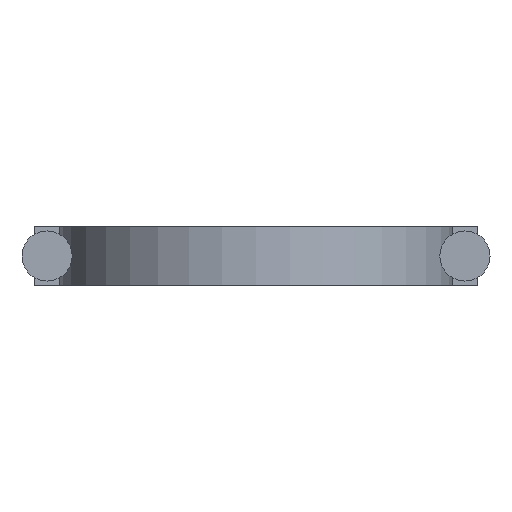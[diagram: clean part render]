
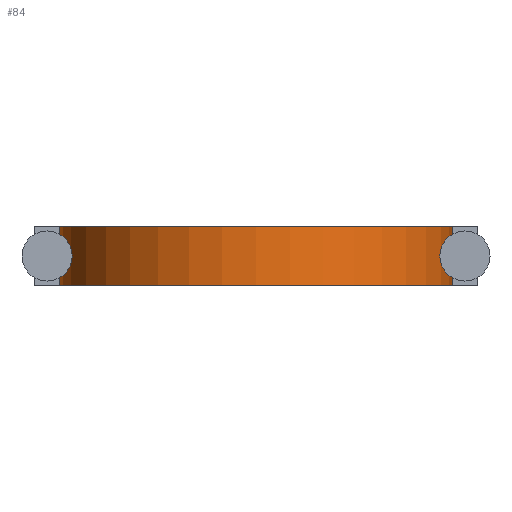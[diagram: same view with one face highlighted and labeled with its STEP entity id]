
A CAD part, front view. The second image highlights one B-rep face of the part: STEP entity #84.
In plain terms, the highlighted cylindrical face has radius 23.5 mm (diameter 47 mm), a partial arc.
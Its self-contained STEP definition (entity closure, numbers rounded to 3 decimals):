
#13 = CARTESIAN_POINT ( 'NONE',  ( -23.5, 0., 3.562 ) ) ;
#57 = DIRECTION ( 'NONE',  ( 0., 0., -1. ) ) ;
#63 = CARTESIAN_POINT ( 'NONE',  ( 0., 0., 3.562 ) ) ;
#84 = ADVANCED_FACE ( 'NONE', ( #325 ), #468, .T. ) ;
#101 = EDGE_CURVE ( 'NONE', #213, #204, #430, .T. ) ;
#107 = VERTEX_POINT ( 'NONE', #297 ) ;
#125 = EDGE_CURVE ( 'NONE', #136, #213, #166, .T. ) ;
#136 = VERTEX_POINT ( 'NONE', #138 ) ;
#138 = CARTESIAN_POINT ( 'NONE',  ( -23.5, 0., 0.062 ) ) ;
#163 = EDGE_CURVE ( 'NONE', #107, #562, #409, .T. ) ;
#166 = LINE ( 'NONE', #13, #350 ) ;
#175 = EDGE_LOOP ( 'NONE', ( #290, #732, #255, #351, #196, #222 ) ) ;
#185 = CARTESIAN_POINT ( 'NONE',  ( 23.5, 0., 0.062 ) ) ;
#196 = ORIENTED_EDGE ( 'NONE', *, *, #404, .T. ) ;
#204 = VERTEX_POINT ( 'NONE', #778 ) ;
#213 = VERTEX_POINT ( 'NONE', #716 ) ;
#215 = EDGE_CURVE ( 'NONE', #562, #204, #767, .T. ) ;
#222 = ORIENTED_EDGE ( 'NONE', *, *, #125, .T. ) ;
#240 = CIRCLE ( 'NONE', #523, 23.5 ) ;
#255 = ORIENTED_EDGE ( 'NONE', *, *, #163, .F. ) ;
#290 = ORIENTED_EDGE ( 'NONE', *, *, #101, .T. ) ;
#297 = CARTESIAN_POINT ( 'NONE',  ( 23.5, 0., 3.562 ) ) ;
#325 = FACE_OUTER_BOUND ( 'NONE', #175, .T. ) ;
#331 = CARTESIAN_POINT ( 'NONE',  ( -23.5, 0., 3.562 ) ) ;
#333 = LINE ( 'NONE', #331, #549 ) ;
#350 = VECTOR ( 'NONE', #506, 1000. ) ;
#351 = ORIENTED_EDGE ( 'NONE', *, *, #653, .F. ) ;
#368 = DIRECTION ( 'NONE',  ( -1., 0., 0. ) ) ;
#397 = DIRECTION ( 'NONE',  ( 0., 0., -1. ) ) ;
#404 = EDGE_CURVE ( 'NONE', #758, #136, #333, .T. ) ;
#409 = LINE ( 'NONE', #663, #460 ) ;
#425 = DIRECTION ( 'NONE',  ( 0., 0., -1. ) ) ;
#430 = CIRCLE ( 'NONE', #644, 23.5 ) ;
#432 = DIRECTION ( 'NONE',  ( 0., 0., 1. ) ) ;
#460 = VECTOR ( 'NONE', #477, 1000. ) ;
#468 = CYLINDRICAL_SURFACE ( 'NONE', #470, 23.5 ) ;
#470 = AXIS2_PLACEMENT_3D ( 'NONE', #63, #57, #783 ) ;
#477 = DIRECTION ( 'NONE',  ( 0., 0., -1. ) ) ;
#493 = CARTESIAN_POINT ( 'NONE',  ( 0., 0., 3.562 ) ) ;
#503 = CARTESIAN_POINT ( 'NONE',  ( 0., 0., -3.438 ) ) ;
#506 = DIRECTION ( 'NONE',  ( 0., 0., -1. ) ) ;
#508 = VECTOR ( 'NONE', #425, 1000. ) ;
#523 = AXIS2_PLACEMENT_3D ( 'NONE', #493, #432, #368 ) ;
#549 = VECTOR ( 'NONE', #397, 1000. ) ;
#562 = VERTEX_POINT ( 'NONE', #185 ) ;
#597 = CARTESIAN_POINT ( 'NONE',  ( 23.5, 0., 3.562 ) ) ;
#644 = AXIS2_PLACEMENT_3D ( 'NONE', #503, #674, #735 ) ;
#653 = EDGE_CURVE ( 'NONE', #758, #107, #240, .T. ) ;
#663 = CARTESIAN_POINT ( 'NONE',  ( 23.5, 0., 3.562 ) ) ;
#674 = DIRECTION ( 'NONE',  ( 0., 0., 1. ) ) ;
#716 = CARTESIAN_POINT ( 'NONE',  ( -23.5, 0., -3.438 ) ) ;
#727 = CARTESIAN_POINT ( 'NONE',  ( -23.5, 0., 3.562 ) ) ;
#732 = ORIENTED_EDGE ( 'NONE', *, *, #215, .F. ) ;
#735 = DIRECTION ( 'NONE',  ( -1., 0., 0. ) ) ;
#758 = VERTEX_POINT ( 'NONE', #727 ) ;
#767 = LINE ( 'NONE', #597, #508 ) ;
#778 = CARTESIAN_POINT ( 'NONE',  ( 23.5, 0., -3.438 ) ) ;
#783 = DIRECTION ( 'NONE',  ( -1., 0., 0. ) ) ;
